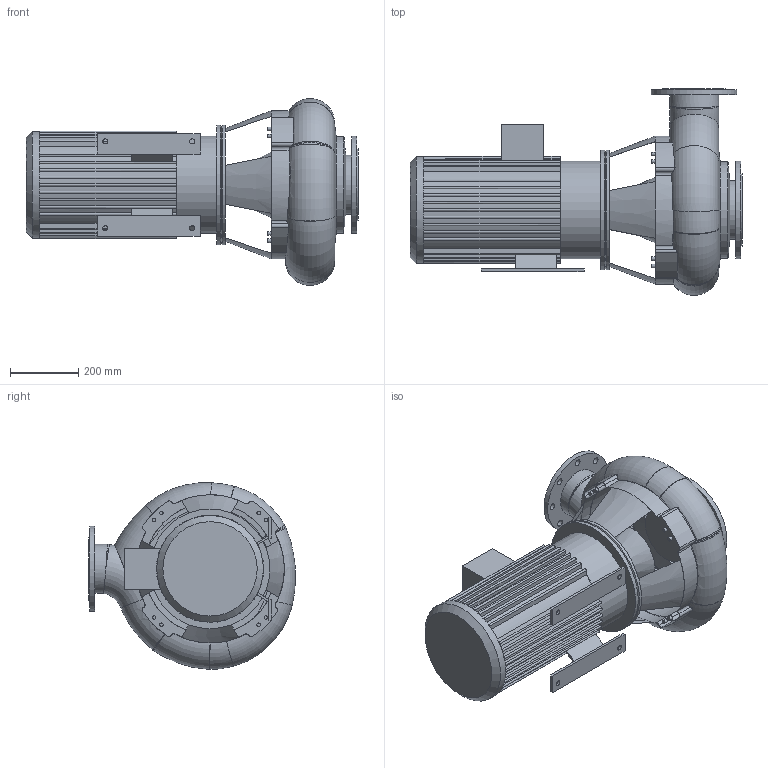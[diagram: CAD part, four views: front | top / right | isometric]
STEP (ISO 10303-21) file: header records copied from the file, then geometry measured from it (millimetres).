
FILE_DESCRIPTION(/* description */ (''),/* implementation_level */ '2;1');
FILE_NAME(/* name */ '45314 KRP15-125-4.stp',/* time_stamp */ '2016-07-14T10:35:46+02:00',/* author */ ('guzb562'),/* organization */ (''),/* preprocessor_version */ 'ST-DEVELOPER v16.1',/* originating_system */ 'Autodesk Inventor 2016',/* authorisation */ '');
FILE_SCHEMA (('AUTOMOTIVE_DESIGN { 1 0 10303 214 3 1 1 }'));
Length unit declared in the file: millimetre
Products named in the file (1): 45314 KRP15-125-4
Bounding box: 971 x 604.51 x 546.16 mm (x, y, z)
Volume: 73458795.5 mm3; surface area: 2958300.4 mm2
Topology: 1 solids, 1 shells, 643 faces, 1728 edges, 1120 vertices
Faces by surface type: plane 330, cylinder 193, bspline 94, torus 20, cone 6
Full cylindrical faces by diameter (mm): 10 x1, 10.431 x7, 15 x4, 19 x8, 23 x7, 139.7 x1, 143.7 x1, 168.3 x1, 172.3 x1, 184 x1, 211 x1, 250 x1, 281.768 x1, 285 x2, 312 x1, 350 x2, 384.753 x1
Entity records: 21974 total; most frequent: CARTESIAN_POINT 6424, ORIENTED_EDGE 3338, DIRECTION 2962, EDGE_CURVE 1669, VERTEX_POINT 1110, AXIS2_PLACEMENT_3D 1058, LINE 846, VECTOR 846
